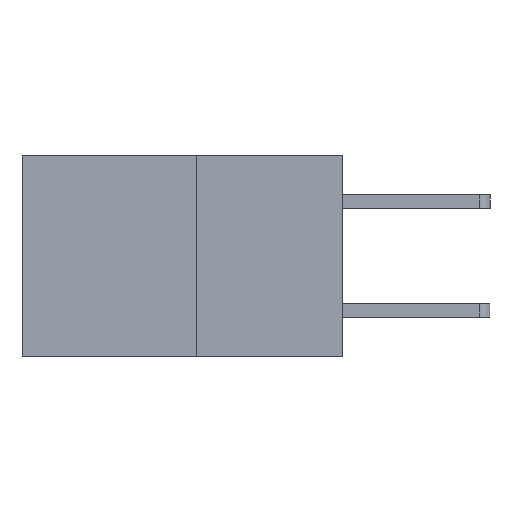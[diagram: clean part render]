
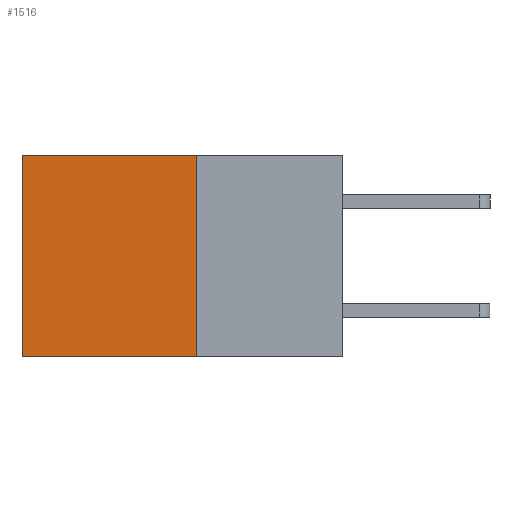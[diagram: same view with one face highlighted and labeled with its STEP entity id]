
A CAD part, left-side view. The second image highlights one B-rep face of the part: STEP entity #1516.
In plain terms, the highlighted planar face has unit normal (-1, 0, 0).
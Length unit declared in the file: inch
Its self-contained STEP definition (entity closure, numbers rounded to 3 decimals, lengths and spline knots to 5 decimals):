
#31 = VECTOR ( 'NONE', #513, 39.37008 ) ;
#184 = DIRECTION ( 'NONE',  ( 0., 0., -1. ) ) ;
#239 = CARTESIAN_POINT ( 'NONE',  ( 0.277, 0.27, 0. ) ) ;
#441 = DIRECTION ( 'NONE',  ( 0., 0., -1. ) ) ;
#513 = DIRECTION ( 'NONE',  ( 0., 0., -1. ) ) ;
#1199 = EDGE_LOOP ( 'NONE', ( #1590, #1619, #1630, #1646 ) ) ;
#1256 = EDGE_CURVE ( 'NONE', #3626, #5414, #2591, .T. ) ;
#1516 = ADVANCED_FACE ( 'NONE', ( #3964 ), #4616, .F. ) ;
#1590 = ORIENTED_EDGE ( 'NONE', *, *, #2658, .T. ) ;
#1619 = ORIENTED_EDGE ( 'NONE', *, *, #1256, .F. ) ;
#1630 = ORIENTED_EDGE ( 'NONE', *, *, #2570, .F. ) ;
#1646 = ORIENTED_EDGE ( 'NONE', *, *, #6233, .T. ) ;
#2082 = CARTESIAN_POINT ( 'NONE',  ( 0.277, 0.59, -0.37 ) ) ;
#2570 = EDGE_CURVE ( 'NONE', #4267, #3626, #5275, .T. ) ;
#2591 = LINE ( 'NONE', #6275, #7227 ) ;
#2658 = EDGE_CURVE ( 'NONE', #6225, #5414, #6394, .T. ) ;
#2937 = LINE ( 'NONE', #6872, #4212 ) ;
#3562 = CARTESIAN_POINT ( 'NONE',  ( 0.277, 0.27, -0.37 ) ) ;
#3626 = VERTEX_POINT ( 'NONE', #5596 ) ;
#3964 = FACE_OUTER_BOUND ( 'NONE', #1199, .T. ) ;
#4071 = DIRECTION ( 'NONE',  ( 0., 1., 0. ) ) ;
#4212 = VECTOR ( 'NONE', #4071, 39.37008 ) ;
#4267 = VERTEX_POINT ( 'NONE', #239 ) ;
#4616 = PLANE ( 'NONE',  #7562 ) ;
#4677 = DIRECTION ( 'NONE',  ( 0., 1., 0. ) ) ;
#5275 = LINE ( 'NONE', #3562, #6920 ) ;
#5414 = VERTEX_POINT ( 'NONE', #2082 ) ;
#5596 = CARTESIAN_POINT ( 'NONE',  ( 0.277, 0.27, -0.37 ) ) ;
#5924 = DIRECTION ( 'NONE',  ( 1., 0., 0. ) ) ;
#6225 = VERTEX_POINT ( 'NONE', #6840 ) ;
#6233 = EDGE_CURVE ( 'NONE', #4267, #6225, #2937, .T. ) ;
#6275 = CARTESIAN_POINT ( 'NONE',  ( 0.277, 0.27, -0.37 ) ) ;
#6394 = LINE ( 'NONE', #7415, #31 ) ;
#6483 = CARTESIAN_POINT ( 'NONE',  ( 0.277, 0.27, -0.37 ) ) ;
#6840 = CARTESIAN_POINT ( 'NONE',  ( 0.277, 0.59, 0. ) ) ;
#6872 = CARTESIAN_POINT ( 'NONE',  ( 0.277, 0.27, 0. ) ) ;
#6920 = VECTOR ( 'NONE', #441, 39.37008 ) ;
#7227 = VECTOR ( 'NONE', #4677, 39.37008 ) ;
#7415 = CARTESIAN_POINT ( 'NONE',  ( 0.277, 0.59, -0.37 ) ) ;
#7562 = AXIS2_PLACEMENT_3D ( 'NONE', #6483, #5924, #184 ) ;
